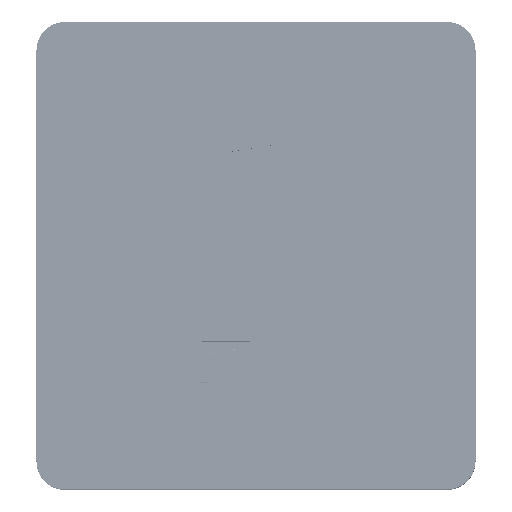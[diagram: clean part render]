
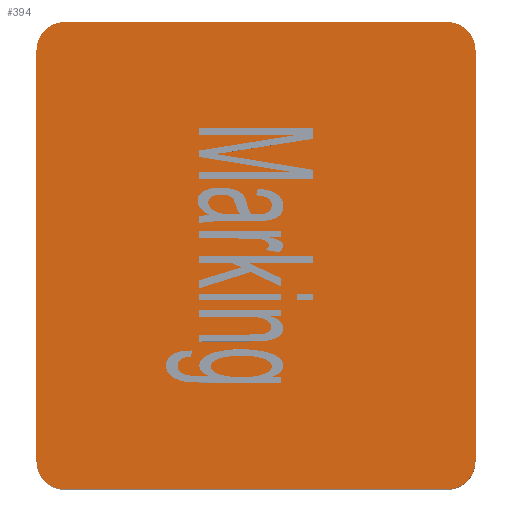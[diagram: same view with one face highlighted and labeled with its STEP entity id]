
A CAD part, top view. The second image highlights one B-rep face of the part: STEP entity #394.
In plain terms, the highlighted planar face has unit normal (0, 0, 1).
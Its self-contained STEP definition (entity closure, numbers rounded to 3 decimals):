
#223=CIRCLE('',#2721,1.);
#224=CIRCLE('',#2724,1.);
#225=CIRCLE('',#2727,1.);
#226=CIRCLE('',#2730,1.);
#249=FACE_OUTER_BOUND('',#912,.T.);
#394=ADVANCED_FACE('',(#249),#538,.F.);
#538=PLANE('',#2732);
#912=EDGE_LOOP('',(#1161,#1162,#1163,#1164,#1165,#1166,#1167,#1168));
#1161=ORIENTED_EDGE('',*,*,#2052,.F.);
#1162=ORIENTED_EDGE('',*,*,#2066,.F.);
#1163=ORIENTED_EDGE('',*,*,#2064,.F.);
#1164=ORIENTED_EDGE('',*,*,#2062,.F.);
#1165=ORIENTED_EDGE('',*,*,#2060,.F.);
#1166=ORIENTED_EDGE('',*,*,#2058,.F.);
#1167=ORIENTED_EDGE('',*,*,#2056,.F.);
#1168=ORIENTED_EDGE('',*,*,#2054,.F.);
#1797=VERTEX_POINT('',#3484);
#1798=VERTEX_POINT('',#3486);
#1799=VERTEX_POINT('',#3490);
#1800=VERTEX_POINT('',#3494);
#1801=VERTEX_POINT('',#3498);
#1802=VERTEX_POINT('',#3502);
#1803=VERTEX_POINT('',#3506);
#1804=VERTEX_POINT('',#3510);
#2052=EDGE_CURVE('',#1797,#1798,#2403,.T.);
#2054=EDGE_CURVE('',#1798,#1799,#223,.T.);
#2056=EDGE_CURVE('',#1799,#1800,#2406,.T.);
#2058=EDGE_CURVE('',#1800,#1801,#224,.T.);
#2060=EDGE_CURVE('',#1801,#1802,#2409,.T.);
#2062=EDGE_CURVE('',#1802,#1803,#225,.T.);
#2064=EDGE_CURVE('',#1803,#1804,#2412,.T.);
#2066=EDGE_CURVE('',#1804,#1797,#226,.T.);
#2403=LINE('',#3485,#2547);
#2406=LINE('',#3493,#2550);
#2409=LINE('',#3501,#2553);
#2412=LINE('',#3509,#2556);
#2547=VECTOR('',#2894,1.);
#2550=VECTOR('',#2903,1.);
#2553=VECTOR('',#2912,1.);
#2556=VECTOR('',#2921,1.);
#2721=AXIS2_PLACEMENT_3D('',#3489,#2898,#2899);
#2724=AXIS2_PLACEMENT_3D('',#3497,#2907,#2908);
#2727=AXIS2_PLACEMENT_3D('',#3505,#2916,#2917);
#2730=AXIS2_PLACEMENT_3D('',#3513,#2925,#2926);
#2732=AXIS2_PLACEMENT_3D('',#3515,#2929,#2930);
#2894=DIRECTION('',(-1.,0.,0.));
#2898=DIRECTION('',(0.,0.,-1.));
#2899=DIRECTION('',(0.,1.,0.));
#2903=DIRECTION('',(0.,1.,0.));
#2907=DIRECTION('',(0.,0.,-1.));
#2908=DIRECTION('',(0.,1.,0.));
#2912=DIRECTION('',(1.,0.,0.));
#2916=DIRECTION('',(0.,0.,-1.));
#2917=DIRECTION('',(0.,1.,0.));
#2921=DIRECTION('',(0.,-1.,0.));
#2925=DIRECTION('',(0.,0.,-1.));
#2926=DIRECTION('',(0.,1.,0.));
#2929=DIRECTION('',(0.,0.,-1.));
#2930=DIRECTION('',(-1.,0.,0.));
#3484=CARTESIAN_POINT('',(6.75,-8.25,9.95));
#3485=CARTESIAN_POINT('',(6.75,-8.25,9.95));
#3486=CARTESIAN_POINT('',(-6.75,-8.25,9.95));
#3489=CARTESIAN_POINT('',(-6.75,-7.25,9.95));
#3490=CARTESIAN_POINT('',(-7.75,-7.25,9.95));
#3493=CARTESIAN_POINT('',(-7.75,-7.25,9.95));
#3494=CARTESIAN_POINT('',(-7.75,7.25,9.95));
#3497=CARTESIAN_POINT('',(-6.75,7.25,9.95));
#3498=CARTESIAN_POINT('',(-6.75,8.25,9.95));
#3501=CARTESIAN_POINT('',(-6.75,8.25,9.95));
#3502=CARTESIAN_POINT('',(6.75,8.25,9.95));
#3505=CARTESIAN_POINT('',(6.75,7.25,9.95));
#3506=CARTESIAN_POINT('',(7.75,7.25,9.95));
#3509=CARTESIAN_POINT('',(7.75,7.25,9.95));
#3510=CARTESIAN_POINT('',(7.75,-7.25,9.95));
#3513=CARTESIAN_POINT('',(6.75,-7.25,9.95));
#3515=CARTESIAN_POINT('',(-6.75,-7.25,9.95));
